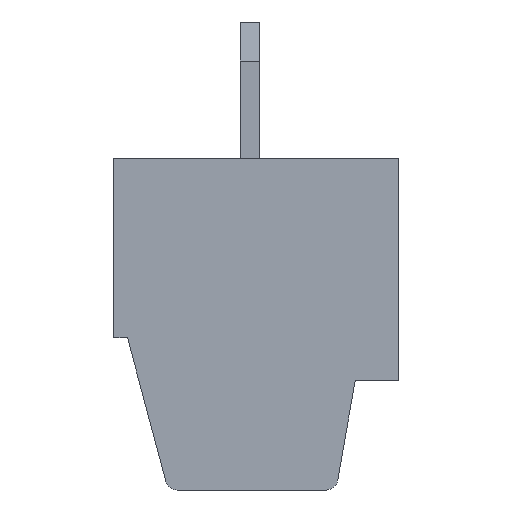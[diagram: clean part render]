
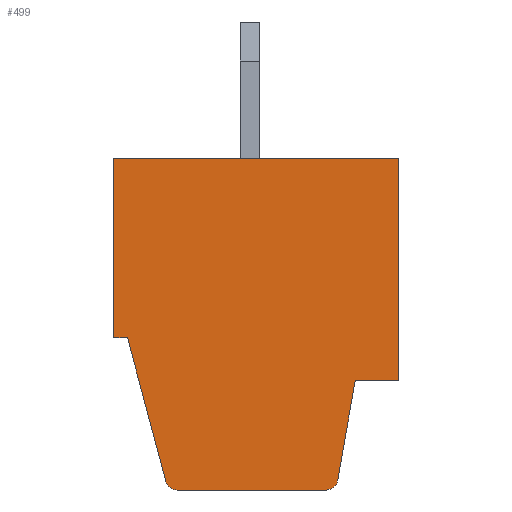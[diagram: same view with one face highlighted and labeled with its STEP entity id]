
A CAD part, left-side view. The second image highlights one B-rep face of the part: STEP entity #499.
In plain terms, the highlighted planar face has unit normal (-1, 0, 0).
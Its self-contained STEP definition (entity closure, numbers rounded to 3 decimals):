
#499 = ADVANCED_FACE( '', ( #1137 ), #1138, .T. );
#1137 = FACE_OUTER_BOUND( '', #1908, .T. );
#1138 = PLANE( '', #1909 );
#1908 = EDGE_LOOP( '', ( #3270, #3271, #3272, #3273, #3274, #3275, #3276, #3277, #3278, #3279 ) );
#1909 = AXIS2_PLACEMENT_3D( '', #3280, #3281, #3282 );
#3270 = ORIENTED_EDGE( '', *, *, #4662, .T. );
#3271 = ORIENTED_EDGE( '', *, *, #4463, .T. );
#3272 = ORIENTED_EDGE( '', *, *, #4663, .T. );
#3273 = ORIENTED_EDGE( '', *, *, #4664, .T. );
#3274 = ORIENTED_EDGE( '', *, *, #4321, .T. );
#3275 = ORIENTED_EDGE( '', *, *, #4590, .T. );
#3276 = ORIENTED_EDGE( '', *, *, #4665, .T. );
#3277 = ORIENTED_EDGE( '', *, *, #4666, .T. );
#3278 = ORIENTED_EDGE( '', *, *, #4532, .T. );
#3279 = ORIENTED_EDGE( '', *, *, #4667, .T. );
#3280 = CARTESIAN_POINT( '', ( 165.647, 184.734, -4.2 ) );
#3281 = DIRECTION( '', ( -1., 0., 0. ) );
#3282 = DIRECTION( '', ( 0., -1., 0. ) );
#4321 = EDGE_CURVE( '', #5151, #5156, #5158, .T. );
#4463 = EDGE_CURVE( '', #5377, #5382, #5384, .T. );
#4532 = EDGE_CURVE( '', #5481, #5486, #5488, .T. );
#4590 = EDGE_CURVE( '', #5156, #5579, #5581, .T. );
#4662 = EDGE_CURVE( '', #5677, #5377, #5678, .T. );
#4663 = EDGE_CURVE( '', #5382, #5679, #5680, .T. );
#4664 = EDGE_CURVE( '', #5679, #5151, #5681, .T. );
#4665 = EDGE_CURVE( '', #5579, #5682, #5683, .T. );
#4666 = EDGE_CURVE( '', #5682, #5481, #5684, .T. );
#4667 = EDGE_CURVE( '', #5486, #5677, #5685, .T. );
#5151 = VERTEX_POINT( '', #6299 );
#5156 = VERTEX_POINT( '', #6306 );
#5158 = LINE( '', #6309, #6310 );
#5377 = VERTEX_POINT( '', #6611 );
#5382 = VERTEX_POINT( '', #6617 );
#5384 = CIRCLE( '', #6620, 0.3 );
#5481 = VERTEX_POINT( '', #6757 );
#5486 = VERTEX_POINT( '', #6764 );
#5488 = LINE( '', #6767, #6768 );
#5579 = VERTEX_POINT( '', #6896 );
#5581 = LINE( '', #6899, #6900 );
#5677 = VERTEX_POINT( '', #7044 );
#5678 = LINE( '', #7045, #7046 );
#5679 = VERTEX_POINT( '', #7047 );
#5680 = LINE( '', #7048, #7049 );
#5681 = CIRCLE( '', #7050, 0.3 );
#5682 = VERTEX_POINT( '', #7051 );
#5683 = LINE( '', #7052, #7053 );
#5684 = LINE( '', #7054, #7055 );
#5685 = LINE( '', #7056, #7057 );
#6299 = CARTESIAN_POINT( '', ( 165.647, 178.991, -8.252 ) );
#6306 = CARTESIAN_POINT( '', ( 165.647, 178.541, -5.7 ) );
#6309 = CARTESIAN_POINT( '', ( 165.647, 178.541, -5.7 ) );
#6310 = VECTOR( '', #7598, 1000. );
#6611 = CARTESIAN_POINT( '', ( 165.647, 183.394, -8.278 ) );
#6617 = CARTESIAN_POINT( '', ( 165.647, 183.104, -8.5 ) );
#6620 = AXIS2_PLACEMENT_3D( '', #7752, #7753, #7754 );
#6757 = CARTESIAN_POINT( '', ( 165.647, 184.734, 0. ) );
#6764 = CARTESIAN_POINT( '', ( 165.647, 184.734, -4.6 ) );
#6767 = CARTESIAN_POINT( '', ( 165.647, 184.734, -4.6 ) );
#6768 = VECTOR( '', #7816, 1000. );
#6896 = CARTESIAN_POINT( '', ( 165.647, 177.434, -5.7 ) );
#6899 = CARTESIAN_POINT( '', ( 165.647, 177.434, -5.7 ) );
#6900 = VECTOR( '', #7882, 1000. );
#7044 = CARTESIAN_POINT( '', ( 165.647, 184.379, -4.6 ) );
#7045 = CARTESIAN_POINT( '', ( 165.647, 183.394, -8.278 ) );
#7046 = VECTOR( '', #7931, 1000. );
#7047 = CARTESIAN_POINT( '', ( 165.647, 179.286, -8.5 ) );
#7048 = CARTESIAN_POINT( '', ( 165.647, 179.286, -8.5 ) );
#7049 = VECTOR( '', #7932, 1000. );
#7050 = AXIS2_PLACEMENT_3D( '', #7933, #7934, #7935 );
#7051 = CARTESIAN_POINT( '', ( 165.647, 177.434, 0. ) );
#7052 = CARTESIAN_POINT( '', ( 165.647, 177.434, 0. ) );
#7053 = VECTOR( '', #7936, 1000. );
#7054 = CARTESIAN_POINT( '', ( 165.647, 184.734, 0. ) );
#7055 = VECTOR( '', #7937, 1000. );
#7056 = CARTESIAN_POINT( '', ( 165.647, 184.379, -4.6 ) );
#7057 = VECTOR( '', #7938, 1000. );
#7598 = DIRECTION( '', ( 0., -0.174, 0.985 ) );
#7752 = CARTESIAN_POINT( '', ( 165.647, 183.104, -8.2 ) );
#7753 = DIRECTION( '', ( -1., 0., 0. ) );
#7754 = DIRECTION( '', ( 0., -1., 0. ) );
#7816 = DIRECTION( '', ( 0., 0., -1. ) );
#7882 = DIRECTION( '', ( 0., -1., 0. ) );
#7931 = DIRECTION( '', ( 0., -0.259, -0.966 ) );
#7932 = DIRECTION( '', ( 0., -1., 0. ) );
#7933 = CARTESIAN_POINT( '', ( 165.647, 179.286, -8.2 ) );
#7934 = DIRECTION( '', ( -1., 0., 0. ) );
#7935 = DIRECTION( '', ( 0., -1., 0. ) );
#7936 = DIRECTION( '', ( 0., 0., 1. ) );
#7937 = DIRECTION( '', ( 0., 1., 0. ) );
#7938 = DIRECTION( '', ( 0., -1., 0. ) );
